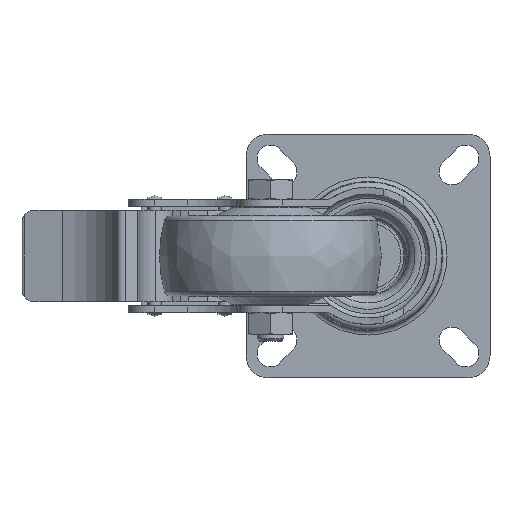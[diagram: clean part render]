
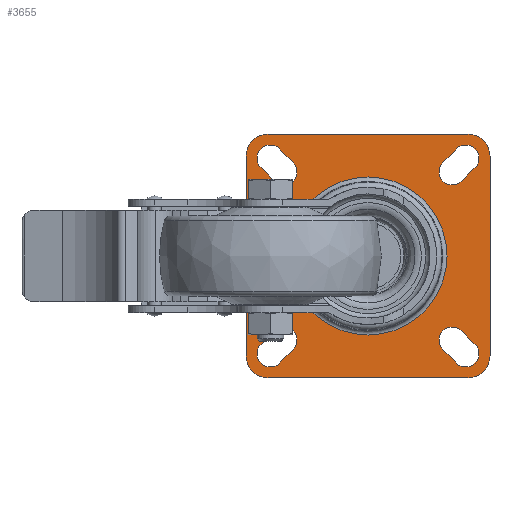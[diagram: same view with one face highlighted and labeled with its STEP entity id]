
A CAD part, front view. The second image highlights one B-rep face of the part: STEP entity #3655.
In plain terms, the highlighted planar face has unit normal (0, -1, 0).
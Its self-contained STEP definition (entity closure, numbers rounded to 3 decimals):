
#236=FACE_BOUND('',#643,.T.);
#237=FACE_BOUND('',#644,.T.);
#238=FACE_BOUND('',#645,.T.);
#239=FACE_BOUND('',#646,.T.);
#240=FACE_BOUND('',#647,.T.);
#289=PLANE('',#4190);
#398=FACE_OUTER_BOUND('',#642,.T.);
#642=EDGE_LOOP('',(#2699,#2700,#2701,#2702,#2703,#2704,#2705,#2706));
#643=EDGE_LOOP('',(#2707));
#644=EDGE_LOOP('',(#2708,#2709,#2710,#2711));
#645=EDGE_LOOP('',(#2712,#2713,#2714,#2715));
#646=EDGE_LOOP('',(#2716,#2717,#2718,#2719));
#647=EDGE_LOOP('',(#2720,#2721,#2722,#2723));
#921=LINE('',#6148,#1133);
#924=LINE('',#6154,#1136);
#928=LINE('',#6166,#1140);
#932=LINE('',#6178,#1144);
#938=LINE('',#6193,#1150);
#942=LINE('',#6205,#1154);
#946=LINE('',#6217,#1158);
#950=LINE('',#6229,#1162);
#954=LINE('',#6241,#1166);
#958=LINE('',#6253,#1170);
#961=LINE('',#6262,#1173);
#964=LINE('',#6271,#1176);
#1133=VECTOR('',#4786,1000.);
#1136=VECTOR('',#4791,1000.);
#1140=VECTOR('',#4803,1000.);
#1144=VECTOR('',#4815,1000.);
#1150=VECTOR('',#4829,1000.);
#1154=VECTOR('',#4841,1000.);
#1158=VECTOR('',#4853,1000.);
#1162=VECTOR('',#4865,1000.);
#1166=VECTOR('',#4877,1000.);
#1170=VECTOR('',#4889,1000.);
#1173=VECTOR('',#4900,1000.);
#1176=VECTOR('',#4911,1000.);
#1339=CIRCLE('',#4127,3.);
#1353=CIRCLE('',#4146,5.);
#1355=CIRCLE('',#4151,5.);
#1357=CIRCLE('',#4155,5.);
#1359=CIRCLE('',#4159,5.);
#1362=CIRCLE('',#4164,3.);
#1364=CIRCLE('',#4168,3.);
#1366=CIRCLE('',#4172,3.);
#1368=CIRCLE('',#4176,3.);
#1370=CIRCLE('',#4180,3.);
#1372=CIRCLE('',#4184,3.);
#1374=CIRCLE('',#4188,3.);
#1375=CIRCLE('',#4191,17.81);
#1629=VERTEX_POINT('',#6097);
#1632=VERTEX_POINT('',#6102);
#1644=VERTEX_POINT('',#6138);
#1645=VERTEX_POINT('',#6139);
#1648=VERTEX_POINT('',#6147);
#1650=VERTEX_POINT('',#6153);
#1652=VERTEX_POINT('',#6159);
#1654=VERTEX_POINT('',#6165);
#1656=VERTEX_POINT('',#6171);
#1658=VERTEX_POINT('',#6177);
#1660=VERTEX_POINT('',#6186);
#1663=VERTEX_POINT('',#6191);
#1665=VERTEX_POINT('',#6197);
#1667=VERTEX_POINT('',#6203);
#1668=VERTEX_POINT('',#6210);
#1671=VERTEX_POINT('',#6215);
#1673=VERTEX_POINT('',#6221);
#1675=VERTEX_POINT('',#6227);
#1676=VERTEX_POINT('',#6234);
#1679=VERTEX_POINT('',#6239);
#1681=VERTEX_POINT('',#6245);
#1683=VERTEX_POINT('',#6251);
#1685=VERTEX_POINT('',#6260);
#1687=VERTEX_POINT('',#6266);
#1688=VERTEX_POINT('',#6273);
#1997=EDGE_CURVE('',#1629,#1632,#1339,.T.);
#2015=EDGE_CURVE('',#1644,#1645,#1353,.T.);
#2019=EDGE_CURVE('',#1648,#1644,#921,.T.);
#2022=EDGE_CURVE('',#1645,#1650,#924,.T.);
#2025=EDGE_CURVE('',#1652,#1648,#1355,.T.);
#2028=EDGE_CURVE('',#1654,#1652,#928,.T.);
#2031=EDGE_CURVE('',#1656,#1654,#1357,.T.);
#2034=EDGE_CURVE('',#1658,#1656,#932,.T.);
#2037=EDGE_CURVE('',#1650,#1658,#1359,.T.);
#2042=EDGE_CURVE('',#1660,#1663,#938,.T.);
#2045=EDGE_CURVE('',#1663,#1665,#1362,.T.);
#2048=EDGE_CURVE('',#1665,#1667,#942,.T.);
#2050=EDGE_CURVE('',#1667,#1660,#1364,.T.);
#2054=EDGE_CURVE('',#1668,#1671,#946,.T.);
#2057=EDGE_CURVE('',#1671,#1673,#1366,.T.);
#2060=EDGE_CURVE('',#1673,#1675,#950,.T.);
#2062=EDGE_CURVE('',#1675,#1668,#1368,.T.);
#2066=EDGE_CURVE('',#1676,#1679,#954,.T.);
#2069=EDGE_CURVE('',#1679,#1681,#1370,.T.);
#2072=EDGE_CURVE('',#1681,#1683,#958,.T.);
#2074=EDGE_CURVE('',#1683,#1676,#1372,.T.);
#2077=EDGE_CURVE('',#1632,#1685,#961,.T.);
#2080=EDGE_CURVE('',#1685,#1687,#1374,.T.);
#2082=EDGE_CURVE('',#1687,#1629,#964,.T.);
#2083=EDGE_CURVE('',#1688,#1688,#1375,.T.);
#2699=ORIENTED_EDGE('',*,*,#2022,.F.);
#2700=ORIENTED_EDGE('',*,*,#2015,.F.);
#2701=ORIENTED_EDGE('',*,*,#2019,.F.);
#2702=ORIENTED_EDGE('',*,*,#2025,.F.);
#2703=ORIENTED_EDGE('',*,*,#2028,.F.);
#2704=ORIENTED_EDGE('',*,*,#2031,.F.);
#2705=ORIENTED_EDGE('',*,*,#2034,.F.);
#2706=ORIENTED_EDGE('',*,*,#2037,.F.);
#2707=ORIENTED_EDGE('',*,*,#2083,.F.);
#2708=ORIENTED_EDGE('',*,*,#1997,.T.);
#2709=ORIENTED_EDGE('',*,*,#2077,.T.);
#2710=ORIENTED_EDGE('',*,*,#2080,.T.);
#2711=ORIENTED_EDGE('',*,*,#2082,.T.);
#2712=ORIENTED_EDGE('',*,*,#2074,.T.);
#2713=ORIENTED_EDGE('',*,*,#2066,.T.);
#2714=ORIENTED_EDGE('',*,*,#2069,.T.);
#2715=ORIENTED_EDGE('',*,*,#2072,.T.);
#2716=ORIENTED_EDGE('',*,*,#2062,.T.);
#2717=ORIENTED_EDGE('',*,*,#2054,.T.);
#2718=ORIENTED_EDGE('',*,*,#2057,.T.);
#2719=ORIENTED_EDGE('',*,*,#2060,.T.);
#2720=ORIENTED_EDGE('',*,*,#2050,.T.);
#2721=ORIENTED_EDGE('',*,*,#2042,.T.);
#2722=ORIENTED_EDGE('',*,*,#2045,.T.);
#2723=ORIENTED_EDGE('',*,*,#2048,.T.);
#3655=ADVANCED_FACE('',(#398,#236,#237,#238,#239,#240),#289,.F.);
#4127=AXIS2_PLACEMENT_3D('',#6104,#4736,#4737);
#4146=AXIS2_PLACEMENT_3D('',#6140,#4778,#4779);
#4151=AXIS2_PLACEMENT_3D('',#6160,#4796,#4797);
#4155=AXIS2_PLACEMENT_3D('',#6172,#4808,#4809);
#4159=AXIS2_PLACEMENT_3D('',#6183,#4820,#4821);
#4164=AXIS2_PLACEMENT_3D('',#6199,#4835,#4836);
#4168=AXIS2_PLACEMENT_3D('',#6208,#4846,#4847);
#4172=AXIS2_PLACEMENT_3D('',#6223,#4859,#4860);
#4176=AXIS2_PLACEMENT_3D('',#6232,#4870,#4871);
#4180=AXIS2_PLACEMENT_3D('',#6247,#4883,#4884);
#4184=AXIS2_PLACEMENT_3D('',#6256,#4894,#4895);
#4188=AXIS2_PLACEMENT_3D('',#6268,#4906,#4907);
#4190=AXIS2_PLACEMENT_3D('',#6272,#4912,#4913);
#4191=AXIS2_PLACEMENT_3D('',#6274,#4914,#4915);
#4736=DIRECTION('center_axis',(0.,1.,0.));
#4737=DIRECTION('ref_axis',(0.,0.,1.));
#4778=DIRECTION('center_axis',(0.,1.,0.));
#4779=DIRECTION('ref_axis',(0.,0.,1.));
#4786=DIRECTION('',(0.,0.,-1.));
#4791=DIRECTION('',(-1.,0.,0.));
#4796=DIRECTION('center_axis',(0.,1.,0.));
#4797=DIRECTION('ref_axis',(0.,0.,1.));
#4803=DIRECTION('',(1.,0.,0.));
#4808=DIRECTION('center_axis',(0.,1.,0.));
#4809=DIRECTION('ref_axis',(0.,0.,1.));
#4815=DIRECTION('',(0.,0.,1.));
#4820=DIRECTION('center_axis',(0.,1.,0.));
#4821=DIRECTION('ref_axis',(0.,0.,1.));
#4829=DIRECTION('',(-0.707,0.,0.707));
#4835=DIRECTION('center_axis',(0.,1.,0.));
#4836=DIRECTION('ref_axis',(0.,0.,1.));
#4841=DIRECTION('',(0.707,0.,-0.707));
#4846=DIRECTION('center_axis',(0.,1.,0.));
#4847=DIRECTION('ref_axis',(0.,0.,1.));
#4853=DIRECTION('',(-0.707,0.,-0.707));
#4859=DIRECTION('center_axis',(0.,1.,0.));
#4860=DIRECTION('ref_axis',(0.,0.,1.));
#4865=DIRECTION('',(0.707,0.,0.707));
#4870=DIRECTION('center_axis',(0.,1.,0.));
#4871=DIRECTION('ref_axis',(0.,0.,1.));
#4877=DIRECTION('',(0.707,0.,-0.707));
#4883=DIRECTION('center_axis',(0.,1.,0.));
#4884=DIRECTION('ref_axis',(0.,0.,1.));
#4889=DIRECTION('',(-0.707,0.,0.707));
#4894=DIRECTION('center_axis',(0.,1.,0.));
#4895=DIRECTION('ref_axis',(0.,0.,1.));
#4900=DIRECTION('',(0.707,0.,0.707));
#4906=DIRECTION('center_axis',(0.,1.,0.));
#4907=DIRECTION('ref_axis',(0.,0.,1.));
#4911=DIRECTION('',(-0.707,0.,-0.707));
#4912=DIRECTION('center_axis',(0.,1.,0.));
#4913=DIRECTION('ref_axis',(0.,0.,1.));
#4914=DIRECTION('center_axis',(0.,-1.,0.));
#4915=DIRECTION('ref_axis',(0.,0.,-1.));
#6097=CARTESIAN_POINT('',(2.121,39.5,-24.121));
#6102=CARTESIAN_POINT('',(-2.121,39.5,-19.879));
#6104=CARTESIAN_POINT('Origin',(0.,39.5,-22.));
#6138=CARTESIAN_POINT('',(49.5,39.5,-22.5));
#6139=CARTESIAN_POINT('',(44.5,39.5,-27.5));
#6140=CARTESIAN_POINT('Origin',(44.5,39.5,-22.5));
#6147=CARTESIAN_POINT('',(49.5,39.5,22.5));
#6148=CARTESIAN_POINT('',(49.5,39.5,0.));
#6153=CARTESIAN_POINT('',(-0.5,39.5,-27.5));
#6154=CARTESIAN_POINT('',(62.5,39.5,-27.5));
#6159=CARTESIAN_POINT('',(44.5,39.5,27.5));
#6160=CARTESIAN_POINT('Origin',(44.5,39.5,22.5));
#6165=CARTESIAN_POINT('',(-0.5,39.5,27.5));
#6166=CARTESIAN_POINT('',(62.5,39.5,27.5));
#6171=CARTESIAN_POINT('',(-5.5,39.5,22.5));
#6172=CARTESIAN_POINT('Origin',(-0.5,39.5,22.5));
#6177=CARTESIAN_POINT('',(-5.5,39.5,-22.5));
#6178=CARTESIAN_POINT('',(-5.5,39.5,0.));
#6183=CARTESIAN_POINT('Origin',(-0.5,39.5,-22.5));
#6186=CARTESIAN_POINT('',(41.879,39.5,-24.121));
#6191=CARTESIAN_POINT('',(38.879,39.5,-21.121));
#6193=CARTESIAN_POINT('',(40.129,39.5,-22.371));
#6197=CARTESIAN_POINT('',(43.121,39.5,-16.879));
#6199=CARTESIAN_POINT('Origin',(41.,39.5,-19.));
#6203=CARTESIAN_POINT('',(46.121,39.5,-19.879));
#6205=CARTESIAN_POINT('',(44.371,39.5,-18.129));
#6208=CARTESIAN_POINT('Origin',(44.,39.5,-22.));
#6210=CARTESIAN_POINT('',(46.121,39.5,19.879));
#6215=CARTESIAN_POINT('',(43.121,39.5,16.879));
#6217=CARTESIAN_POINT('',(44.371,39.5,18.129));
#6221=CARTESIAN_POINT('',(38.879,39.5,21.121));
#6223=CARTESIAN_POINT('Origin',(41.,39.5,19.));
#6227=CARTESIAN_POINT('',(41.879,39.5,24.121));
#6229=CARTESIAN_POINT('',(40.129,39.5,22.371));
#6232=CARTESIAN_POINT('Origin',(44.,39.5,22.));
#6234=CARTESIAN_POINT('',(2.121,39.5,24.121));
#6239=CARTESIAN_POINT('',(5.121,39.5,21.121));
#6241=CARTESIAN_POINT('',(44.371,39.5,-18.129));
#6245=CARTESIAN_POINT('',(0.879,39.5,16.879));
#6247=CARTESIAN_POINT('Origin',(3.,39.5,19.));
#6251=CARTESIAN_POINT('',(-2.121,39.5,19.879));
#6253=CARTESIAN_POINT('',(40.129,39.5,-22.371));
#6256=CARTESIAN_POINT('Origin',(0.,39.5,22.));
#6260=CARTESIAN_POINT('',(0.879,39.5,-16.879));
#6262=CARTESIAN_POINT('',(40.129,39.5,22.371));
#6266=CARTESIAN_POINT('',(5.121,39.5,-21.121));
#6268=CARTESIAN_POINT('Origin',(3.,39.5,-19.));
#6271=CARTESIAN_POINT('',(44.371,39.5,18.129));
#6272=CARTESIAN_POINT('Origin',(62.5,39.5,0.));
#6273=CARTESIAN_POINT('',(22.,39.5,17.81));
#6274=CARTESIAN_POINT('Origin',(22.,39.5,0.));
